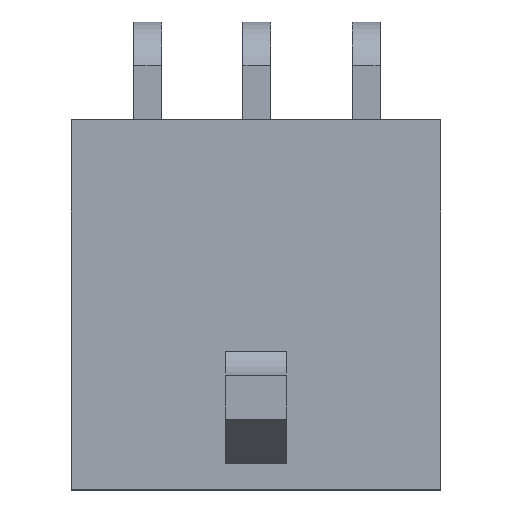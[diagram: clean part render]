
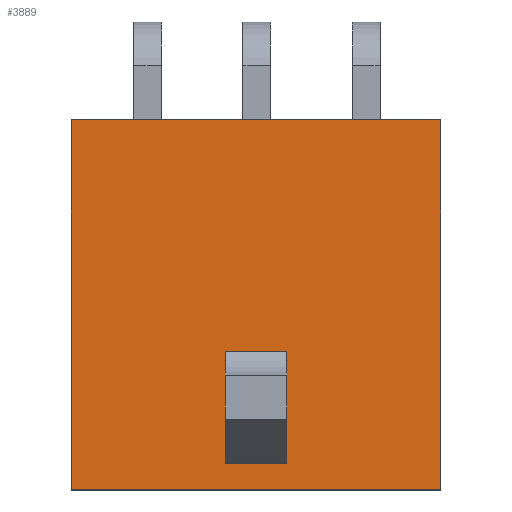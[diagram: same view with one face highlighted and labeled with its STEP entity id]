
A CAD part, top view. The second image highlights one B-rep face of the part: STEP entity #3889.
In plain terms, the highlighted planar face has unit normal (0, 0, 1).
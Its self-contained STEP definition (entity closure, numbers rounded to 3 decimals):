
#388=ORIENTED_EDGE('',*,*,#1026,.F.);
#389=ORIENTED_EDGE('',*,*,#1027,.F.);
#390=ORIENTED_EDGE('',*,*,#1028,.T.);
#391=ORIENTED_EDGE('',*,*,#1029,.T.);
#392=ORIENTED_EDGE('',*,*,#885,.F.);
#393=ORIENTED_EDGE('',*,*,#894,.F.);
#394=ORIENTED_EDGE('',*,*,#889,.T.);
#395=ORIENTED_EDGE('',*,*,#896,.T.);
#885=EDGE_CURVE('',#1272,#1273,#1532,.T.);
#889=EDGE_CURVE('',#1276,#1277,#1535,.T.);
#894=EDGE_CURVE('',#1276,#1272,#1539,.T.);
#896=EDGE_CURVE('',#1277,#1273,#1541,.T.);
#1026=EDGE_CURVE('',#1358,#1359,#1671,.T.);
#1027=EDGE_CURVE('',#1360,#1358,#1672,.T.);
#1028=EDGE_CURVE('',#1360,#1361,#1673,.T.);
#1029=EDGE_CURVE('',#1361,#1359,#1674,.T.);
#1272=VERTEX_POINT('',#4999);
#1273=VERTEX_POINT('',#5000);
#1276=VERTEX_POINT('',#5008);
#1277=VERTEX_POINT('',#5009);
#1358=VERTEX_POINT('',#5278);
#1359=VERTEX_POINT('',#5279);
#1360=VERTEX_POINT('',#5281);
#1361=VERTEX_POINT('',#5283);
#1532=LINE('',#4998,#1911);
#1535=LINE('',#5007,#1914);
#1539=LINE('',#5017,#1918);
#1541=LINE('',#5021,#1920);
#1671=LINE('',#5277,#2050);
#1672=LINE('',#5280,#2051);
#1673=LINE('',#5282,#2052);
#1674=LINE('',#5284,#2053);
#1911=VECTOR('',#4245,1000.);
#1914=VECTOR('',#4252,1000.);
#1918=VECTOR('',#4260,1000.);
#1920=VECTOR('',#4266,1000.);
#2050=VECTOR('',#4492,1000.);
#2051=VECTOR('',#4493,1000.);
#2052=VECTOR('',#4494,1000.);
#2053=VECTOR('',#4495,1000.);
#2306=EDGE_LOOP('',(#388,#389,#390,#391));
#2307=EDGE_LOOP('',(#392,#393,#394,#395));
#2477=FACE_BOUND('',#2306,.T.);
#2478=FACE_BOUND('',#2307,.T.);
#2645=PLANE('',#4054);
#3889=ADVANCED_FACE('',(#2477,#2478),#2645,.T.);
#4054=AXIS2_PLACEMENT_3D('',#5276,#4490,#4491);
#4245=DIRECTION('',(0.,-1.,0.));
#4252=DIRECTION('',(0.,-1.,0.));
#4260=DIRECTION('',(-1.,0.,0.));
#4266=DIRECTION('',(-1.,0.,0.));
#4490=DIRECTION('',(0.,0.,1.));
#4491=DIRECTION('',(1.,0.,0.));
#4492=DIRECTION('',(1.,0.,0.));
#4493=DIRECTION('',(0.,1.,0.));
#4494=DIRECTION('',(1.,0.,0.));
#4495=DIRECTION('',(0.,1.,0.));
#4998=CARTESIAN_POINT('',(-0.7,-7.85,1.89));
#4999=CARTESIAN_POINT('',(-0.7,-5.31,1.89));
#5000=CARTESIAN_POINT('',(-0.7,-7.85,1.89));
#5007=CARTESIAN_POINT('',(0.7,-7.85,1.89));
#5008=CARTESIAN_POINT('',(0.7,-5.31,1.89));
#5009=CARTESIAN_POINT('',(0.7,-7.85,1.89));
#5017=CARTESIAN_POINT('',(0.7,-5.31,1.89));
#5021=CARTESIAN_POINT('',(0.7,-7.85,1.89));
#5276=CARTESIAN_POINT('',(-4.22,-8.46,1.89));
#5277=CARTESIAN_POINT('',(-4.22,0.,1.89));
#5278=CARTESIAN_POINT('',(-4.22,0.,1.89));
#5279=CARTESIAN_POINT('',(4.22,0.,1.89));
#5280=CARTESIAN_POINT('',(-4.22,-8.46,1.89));
#5281=CARTESIAN_POINT('',(-4.22,-8.46,1.89));
#5282=CARTESIAN_POINT('',(-4.22,-8.46,1.89));
#5283=CARTESIAN_POINT('',(4.22,-8.46,1.89));
#5284=CARTESIAN_POINT('',(4.22,-8.46,1.89));
